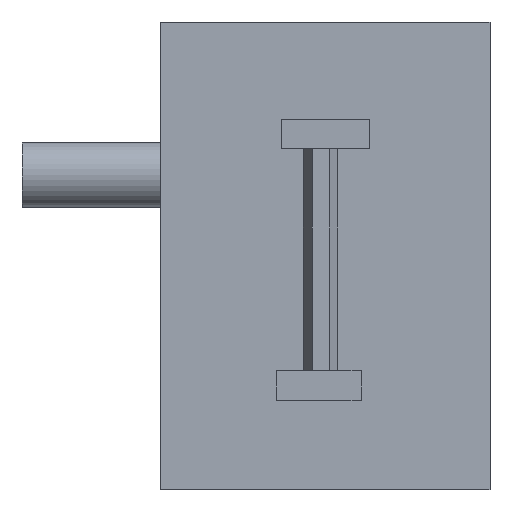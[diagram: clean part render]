
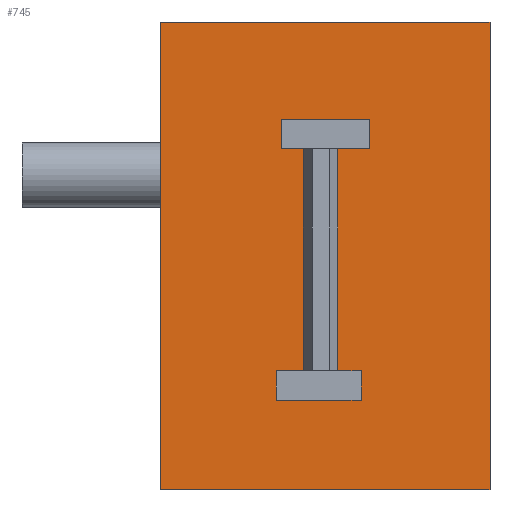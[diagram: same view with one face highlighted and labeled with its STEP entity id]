
A CAD part, left-side view. The second image highlights one B-rep face of the part: STEP entity #745.
In plain terms, the highlighted planar face has unit normal (-1, 0, 0).
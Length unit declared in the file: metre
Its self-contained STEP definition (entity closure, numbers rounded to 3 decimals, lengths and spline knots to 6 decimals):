
#65=ORIENTED_EDGE('',*,*,#257,.F.);
#66=ORIENTED_EDGE('',*,*,#267,.T.);
#67=ORIENTED_EDGE('',*,*,#268,.T.);
#68=ORIENTED_EDGE('',*,*,#269,.F.);
#69=ORIENTED_EDGE('',*,*,#270,.T.);
#70=ORIENTED_EDGE('',*,*,#271,.F.);
#71=ORIENTED_EDGE('',*,*,#272,.F.);
#72=ORIENTED_EDGE('',*,*,#273,.T.);
#73=ORIENTED_EDGE('',*,*,#274,.F.);
#74=ORIENTED_EDGE('',*,*,#247,.T.);
#75=ORIENTED_EDGE('',*,*,#275,.T.);
#76=ORIENTED_EDGE('',*,*,#276,.F.);
#247=EDGE_CURVE('',#349,#350,#419,.T.);
#257=EDGE_CURVE('',#359,#360,#429,.T.);
#267=EDGE_CURVE('',#359,#369,#439,.T.);
#268=EDGE_CURVE('',#369,#370,#440,.T.);
#269=EDGE_CURVE('',#360,#370,#441,.T.);
#270=EDGE_CURVE('',#371,#372,#442,.T.);
#271=EDGE_CURVE('',#373,#372,#443,.T.);
#272=EDGE_CURVE('',#374,#373,#444,.T.);
#273=EDGE_CURVE('',#374,#371,#445,.T.);
#274=EDGE_CURVE('',#349,#375,#446,.T.);
#275=EDGE_CURVE('',#350,#376,#447,.T.);
#276=EDGE_CURVE('',#375,#376,#448,.T.);
#349=VERTEX_POINT('',#1086);
#350=VERTEX_POINT('',#1087);
#359=VERTEX_POINT('',#1107);
#360=VERTEX_POINT('',#1108);
#369=VERTEX_POINT('',#1128);
#370=VERTEX_POINT('',#1130);
#371=VERTEX_POINT('',#1133);
#372=VERTEX_POINT('',#1134);
#373=VERTEX_POINT('',#1136);
#374=VERTEX_POINT('',#1138);
#375=VERTEX_POINT('',#1141);
#376=VERTEX_POINT('',#1143);
#419=LINE('',#1085,#515);
#429=LINE('',#1106,#525);
#439=LINE('',#1127,#535);
#440=LINE('',#1129,#536);
#441=LINE('',#1131,#537);
#442=LINE('',#1132,#538);
#443=LINE('',#1135,#539);
#444=LINE('',#1137,#540);
#445=LINE('',#1139,#541);
#446=LINE('',#1140,#542);
#447=LINE('',#1142,#543);
#448=LINE('',#1144,#544);
#515=VECTOR('',#879,1.);
#525=VECTOR('',#891,1.);
#535=VECTOR('',#903,1.);
#536=VECTOR('',#904,1.);
#537=VECTOR('',#905,1.);
#538=VECTOR('',#906,1.);
#539=VECTOR('',#907,1.);
#540=VECTOR('',#908,1.);
#541=VECTOR('',#909,1.);
#542=VECTOR('',#910,1.);
#543=VECTOR('',#911,1.);
#544=VECTOR('',#912,1.);
#599=EDGE_LOOP('',(#65,#66,#67,#68));
#600=EDGE_LOOP('',(#69,#70,#71,#72));
#601=EDGE_LOOP('',(#73,#74,#75,#76));
#655=FACE_BOUND('',#599,.T.);
#656=FACE_BOUND('',#600,.T.);
#657=FACE_BOUND('',#601,.T.);
#707=PLANE('',#809);
#745=ADVANCED_FACE('',(#655,#656,#657),#707,.F.);
#809=AXIS2_PLACEMENT_3D('',#1126,#901,#902);
#879=DIRECTION('',(0.,1.,0.));
#891=DIRECTION('',(0.,1.,0.));
#901=DIRECTION('',(1.,0.,0.));
#902=DIRECTION('',(0.,0.,-1.));
#903=DIRECTION('',(0.,0.,-1.));
#904=DIRECTION('',(0.,1.,0.));
#905=DIRECTION('',(0.,0.,-1.));
#906=DIRECTION('',(0.,0.,-1.));
#907=DIRECTION('',(0.,1.,0.));
#908=DIRECTION('',(0.,0.,-1.));
#909=DIRECTION('',(0.,1.,0.));
#910=DIRECTION('',(0.,0.,1.));
#911=DIRECTION('',(0.,0.,1.));
#912=DIRECTION('',(0.,1.,0.));
#1085=CARTESIAN_POINT('',(-0.020116,-0.0254,0.007533));
#1086=CARTESIAN_POINT('',(-0.020116,-0.016151,0.007533));
#1087=CARTESIAN_POINT('',(-0.020116,-0.009297,0.007533));
#1106=CARTESIAN_POINT('',(-0.020116,-0.012199,-0.009564));
#1107=CARTESIAN_POINT('',(-0.020116,-0.015464,-0.009564));
#1108=CARTESIAN_POINT('',(-0.020116,-0.008934,-0.009564));
#1126=CARTESIAN_POINT('',(-0.020116,-0.0254,-0.000737));
#1127=CARTESIAN_POINT('',(-0.020116,-0.015464,-0.010714));
#1128=CARTESIAN_POINT('',(-0.020116,-0.015464,-0.011864));
#1129=CARTESIAN_POINT('',(-0.020116,-0.012199,-0.011864));
#1130=CARTESIAN_POINT('',(-0.020116,-0.008934,-0.011864));
#1131=CARTESIAN_POINT('',(-0.020116,-0.008934,-0.010714));
#1132=CARTESIAN_POINT('',(-0.020116,0.,-0.000737));
#1133=CARTESIAN_POINT('',(-0.020116,0.,0.017283));
#1134=CARTESIAN_POINT('',(-0.020116,0.,-0.018756));
#1135=CARTESIAN_POINT('',(-0.020116,-0.0254,-0.018756));
#1136=CARTESIAN_POINT('',(-0.020116,-0.0254,-0.018756));
#1137=CARTESIAN_POINT('',(-0.020116,-0.0254,-0.000737));
#1138=CARTESIAN_POINT('',(-0.020116,-0.0254,0.017283));
#1139=CARTESIAN_POINT('',(-0.020116,-0.0254,0.017283));
#1140=CARTESIAN_POINT('',(-0.020116,-0.016151,-0.000737));
#1141=CARTESIAN_POINT('',(-0.020116,-0.016151,0.009809));
#1142=CARTESIAN_POINT('',(-0.020116,-0.009297,-0.000737));
#1143=CARTESIAN_POINT('',(-0.020116,-0.009297,0.009809));
#1144=CARTESIAN_POINT('',(-0.020116,-0.0254,0.009809));
